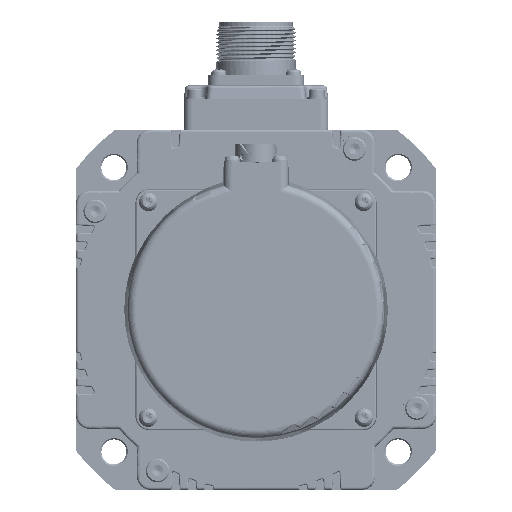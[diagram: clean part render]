
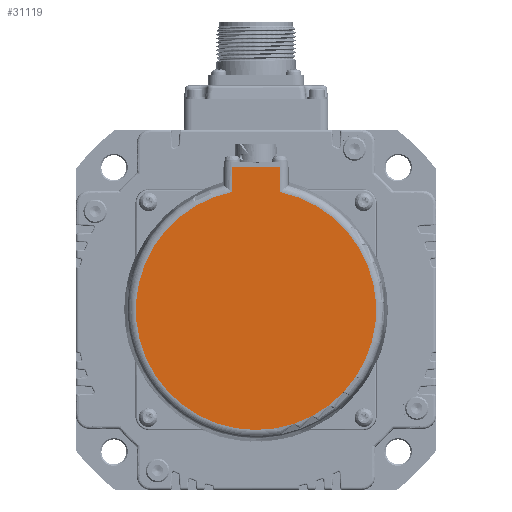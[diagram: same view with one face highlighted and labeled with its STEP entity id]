
A CAD part, front view. The second image highlights one B-rep face of the part: STEP entity #31119.
In plain terms, the highlighted planar face has unit normal (0, -1, 0).
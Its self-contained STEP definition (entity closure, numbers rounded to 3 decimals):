
#23570=CARTESIAN_POINT('',(8.67,-67.9,-22.53));
#23571=VERTEX_POINT('',#23570);
#23572=CARTESIAN_POINT('',(-8.67,-67.9,-22.53));
#23573=VERTEX_POINT('',#23572);
#23574=CARTESIAN_POINT('',(8.67,-67.9,-22.53));
#23575=CARTESIAN_POINT('',(10.231,-67.9,-22.849));
#23576=CARTESIAN_POINT('',(11.777,-67.9,-23.239));
#23577=CARTESIAN_POINT('',(13.304,-67.9,-23.7));
#23578=CARTESIAN_POINT('',(16.312,-67.9,-24.762));
#23579=CARTESIAN_POINT('',(19.21,-67.9,-26.094));
#23580=CARTESIAN_POINT('',(20.627,-67.9,-26.827));
#23581=CARTESIAN_POINT('',(23.39,-67.9,-28.42));
#23582=CARTESIAN_POINT('',(25.996,-67.9,-30.26));
#23583=CARTESIAN_POINT('',(27.255,-67.9,-31.239));
#23584=CARTESIAN_POINT('',(29.681,-67.9,-33.31));
#23585=CARTESIAN_POINT('',(31.906,-67.9,-35.595));
#23586=CARTESIAN_POINT('',(32.966,-67.9,-36.788));
#23587=CARTESIAN_POINT('',(34.972,-67.9,-39.267));
#23588=CARTESIAN_POINT('',(36.742,-67.9,-41.92));
#23589=CARTESIAN_POINT('',(37.566,-67.9,-43.286));
#23590=CARTESIAN_POINT('',(39.085,-67.9,-46.091));
#23591=CARTESIAN_POINT('',(40.341,-67.9,-49.023));
#23592=CARTESIAN_POINT('',(40.901,-67.9,-50.516));
#23593=CARTESIAN_POINT('',(41.882,-67.9,-53.551));
#23594=CARTESIAN_POINT('',(42.581,-67.9,-56.663));
#23595=CARTESIAN_POINT('',(42.859,-67.9,-58.234));
#23596=CARTESIAN_POINT('',(43.269,-67.9,-61.397));
#23597=CARTESIAN_POINT('',(43.388,-67.9,-64.585));
#23598=CARTESIAN_POINT('',(43.374,-67.9,-66.18));
#23599=CARTESIAN_POINT('',(43.199,-67.9,-69.364));
#23600=CARTESIAN_POINT('',(42.733,-67.9,-72.52));
#23601=CARTESIAN_POINT('',(42.428,-67.9,-74.086));
#23602=CARTESIAN_POINT('',(41.674,-67.9,-77.185));
#23603=CARTESIAN_POINT('',(40.64,-67.9,-80.202));
#23604=CARTESIAN_POINT('',(40.053,-67.9,-81.686));
#23605=CARTESIAN_POINT('',(38.746,-67.9,-84.595));
#23606=CARTESIAN_POINT('',(37.177,-67.9,-87.372));
#23607=CARTESIAN_POINT('',(36.33,-67.9,-88.724));
#23608=CARTESIAN_POINT('',(34.513,-67.9,-91.345));
#23609=CARTESIAN_POINT('',(32.463,-67.9,-93.789));
#23610=CARTESIAN_POINT('',(31.383,-67.9,-94.963));
#23611=CARTESIAN_POINT('',(29.118,-67.9,-97.208));
#23612=CARTESIAN_POINT('',(26.656,-67.9,-99.236));
#23613=CARTESIAN_POINT('',(25.38,-67.9,-100.193));
#23614=CARTESIAN_POINT('',(22.742,-67.9,-101.986));
#23615=CARTESIAN_POINT('',(19.951,-67.9,-103.531));
#23616=CARTESIAN_POINT('',(18.522,-67.9,-104.238));
#23617=CARTESIAN_POINT('',(15.601,-67.9,-105.519));
#23618=CARTESIAN_POINT('',(12.575,-67.9,-106.528));
#23619=CARTESIAN_POINT('',(11.04,-67.9,-106.962));
#23620=CARTESIAN_POINT('',(7.934,-67.9,-107.688));
#23621=CARTESIAN_POINT('',(4.775,-67.9,-108.126));
#23622=CARTESIAN_POINT('',(3.186,-67.9,-108.273));
#23623=CARTESIAN_POINT('',(0.,-67.9,-108.419));
#23624=CARTESIAN_POINT('',(-3.186,-67.9,-108.273));
#23625=CARTESIAN_POINT('',(-4.775,-67.9,-108.126));
#23626=CARTESIAN_POINT('',(-7.934,-67.9,-107.688));
#23627=CARTESIAN_POINT('',(-11.04,-67.9,-106.962));
#23628=CARTESIAN_POINT('',(-12.575,-67.9,-106.528));
#23629=CARTESIAN_POINT('',(-15.601,-67.9,-105.519));
#23630=CARTESIAN_POINT('',(-18.522,-67.9,-104.238));
#23631=CARTESIAN_POINT('',(-19.951,-67.9,-103.531));
#23632=CARTESIAN_POINT('',(-22.742,-67.9,-101.986));
#23633=CARTESIAN_POINT('',(-25.38,-67.9,-100.193));
#23634=CARTESIAN_POINT('',(-26.656,-67.9,-99.236));
#23635=CARTESIAN_POINT('',(-29.118,-67.9,-97.208));
#23636=CARTESIAN_POINT('',(-31.383,-67.9,-94.963));
#23637=CARTESIAN_POINT('',(-32.463,-67.9,-93.789));
#23638=CARTESIAN_POINT('',(-34.513,-67.9,-91.345));
#23639=CARTESIAN_POINT('',(-36.33,-67.9,-88.724));
#23640=CARTESIAN_POINT('',(-37.177,-67.9,-87.372));
#23641=CARTESIAN_POINT('',(-38.746,-67.9,-84.595));
#23642=CARTESIAN_POINT('',(-40.053,-67.9,-81.686));
#23643=CARTESIAN_POINT('',(-40.64,-67.9,-80.202));
#23644=CARTESIAN_POINT('',(-41.674,-67.9,-77.185));
#23645=CARTESIAN_POINT('',(-42.428,-67.9,-74.086));
#23646=CARTESIAN_POINT('',(-42.733,-67.9,-72.52));
#23647=CARTESIAN_POINT('',(-43.199,-67.9,-69.364));
#23648=CARTESIAN_POINT('',(-43.374,-67.9,-66.18));
#23649=CARTESIAN_POINT('',(-43.388,-67.9,-64.585));
#23650=CARTESIAN_POINT('',(-43.269,-67.9,-61.397));
#23651=CARTESIAN_POINT('',(-42.859,-67.9,-58.234));
#23652=CARTESIAN_POINT('',(-42.581,-67.9,-56.663));
#23653=CARTESIAN_POINT('',(-41.882,-67.9,-53.551));
#23654=CARTESIAN_POINT('',(-40.901,-67.9,-50.516));
#23655=CARTESIAN_POINT('',(-40.341,-67.9,-49.023));
#23656=CARTESIAN_POINT('',(-39.085,-67.9,-46.091));
#23657=CARTESIAN_POINT('',(-37.566,-67.9,-43.286));
#23658=CARTESIAN_POINT('',(-36.742,-67.9,-41.92));
#23659=CARTESIAN_POINT('',(-34.972,-67.9,-39.267));
#23660=CARTESIAN_POINT('',(-32.966,-67.9,-36.788));
#23661=CARTESIAN_POINT('',(-31.906,-67.9,-35.595));
#23662=CARTESIAN_POINT('',(-29.681,-67.9,-33.31));
#23663=CARTESIAN_POINT('',(-27.255,-67.9,-31.239));
#23664=CARTESIAN_POINT('',(-25.996,-67.9,-30.26));
#23665=CARTESIAN_POINT('',(-23.39,-67.9,-28.42));
#23666=CARTESIAN_POINT('',(-20.627,-67.9,-26.827));
#23667=CARTESIAN_POINT('',(-19.21,-67.9,-26.094));
#23668=CARTESIAN_POINT('',(-16.312,-67.9,-24.762));
#23669=CARTESIAN_POINT('',(-13.304,-67.9,-23.7));
#23670=CARTESIAN_POINT('',(-11.777,-67.9,-23.239));
#23671=CARTESIAN_POINT('',(-10.231,-67.9,-22.849));
#23672=CARTESIAN_POINT('',(-8.67,-67.9,-22.53));
#23673=B_SPLINE_CURVE_WITH_KNOTS('',5,(#23574,#23575,#23576,#23577,#23578,#23579,#23580,#23581,#23582,#23583,#23584,#23585,#23586,#23587,#23588,#23589,#23590,#23591,#23592,#23593,#23594,#23595,#23596,#23597,#23598,#23599,#23600,#23601,#23602,#23603,#23604,#23605,#23606,#23607,#23608,#23609,#23610,#23611,#23612,#23613,#23614,#23615,#23616,#23617,#23618,#23619,#23620,#23621,#23622,#23623,#23624,#23625,#23626,#23627,#23628,#23629,#23630,#23631,#23632,#23633,#23634,#23635,#23636,#23637,#23638,#23639,#23640,#23641,#23642,#23643,#23644,#23645,#23646,#23647,#23648,#23649,#23650,#23651,#23652,#23653,#23654,#23655,#23656,#23657,#23658,#23659,#23660,#23661,#23662,#23663,#23664,#23665,#23666,#23667,#23668,#23669,#23670,#23671,#23672),.UNSPECIFIED.,.F.,.U.,(6,3,3,3,3,3,3,3,3,3,3,3,3,3,3,3,3,3,3,3,3,3,3,3,3,3,3,3,3,3,3,3,6),(0.,0.184,0.368,0.551,0.735,0.919,1.103,1.286,1.47,1.654,1.838,2.021,2.205,2.389,2.573,2.756,2.94,3.124,3.308,3.492,3.675,3.859,4.043,4.227,4.41,4.594,4.778,4.962,5.145,5.329,5.513,5.697,5.88),.UNSPECIFIED.);
#23674=EDGE_CURVE('',#23571,#23573,#23673,.T.);
#23816=CARTESIAN_POINT('',(-8.67,-67.9,-13.5));
#23817=VERTEX_POINT('',#23816);
#23818=CARTESIAN_POINT('',(-8.67,-67.9,-22.53));
#23819=CARTESIAN_POINT('',(-8.67,-67.9,-20.724));
#23820=CARTESIAN_POINT('',(-8.67,-67.9,-18.918));
#23821=CARTESIAN_POINT('',(-8.67,-67.9,-17.112));
#23822=CARTESIAN_POINT('',(-8.67,-67.9,-15.306));
#23823=CARTESIAN_POINT('',(-8.67,-67.9,-13.5));
#23824=B_SPLINE_CURVE_WITH_KNOTS('',5,(#23818,#23819,#23820,#23821,#23822,#23823),.UNSPECIFIED.,.F.,.U.,(6,6),(0.,0.009),.UNSPECIFIED.);
#23825=EDGE_CURVE('',#23573,#23817,#23824,.T.);
#28943=CARTESIAN_POINT('',(8.67,-67.9,-13.5));
#28944=VERTEX_POINT('',#28943);
#28963=CARTESIAN_POINT('',(8.67,-67.9,-13.5));
#28964=CARTESIAN_POINT('',(8.67,-67.9,-15.306));
#28965=CARTESIAN_POINT('',(8.67,-67.9,-17.112));
#28966=CARTESIAN_POINT('',(8.67,-67.9,-18.918));
#28967=CARTESIAN_POINT('',(8.67,-67.9,-20.724));
#28968=CARTESIAN_POINT('',(8.67,-67.9,-22.53));
#28969=B_SPLINE_CURVE_WITH_KNOTS('',5,(#28963,#28964,#28965,#28966,#28967,#28968),.UNSPECIFIED.,.F.,.U.,(6,6),(0.,0.009),.UNSPECIFIED.);
#28970=EDGE_CURVE('',#28944,#23571,#28969,.T.);
#31100=CARTESIAN_POINT('',(0.,-67.9,-60.923));
#31101=DIRECTION('',(0.,0.,-1.));
#31102=DIRECTION('',(0.,-1.,0.));
#31103=AXIS2_PLACEMENT_3D('',#31100,#31102,#31101);
#31104=PLANE('',#31103);
#31105=CARTESIAN_POINT('',(8.67,-67.9,-13.5));
#31106=CARTESIAN_POINT('',(5.202,-67.9,-13.5));
#31107=CARTESIAN_POINT('',(1.734,-67.9,-13.5));
#31108=CARTESIAN_POINT('',(-1.734,-67.9,-13.5));
#31109=CARTESIAN_POINT('',(-5.202,-67.9,-13.5));
#31110=CARTESIAN_POINT('',(-8.67,-67.9,-13.5));
#31111=B_SPLINE_CURVE_WITH_KNOTS('',5,(#31105,#31106,#31107,#31108,#31109,#31110),.UNSPECIFIED.,.F.,.U.,(6,6),(0.,0.017),.UNSPECIFIED.);
#31112=EDGE_CURVE('',#28944,#23817,#31111,.T.);
#31113=ORIENTED_EDGE('',*,*,#31112,.T.);
#31114=ORIENTED_EDGE('',*,*,#23825,.F.);
#31115=ORIENTED_EDGE('',*,*,#23674,.F.);
#31116=ORIENTED_EDGE('',*,*,#28970,.F.);
#31117=EDGE_LOOP('',(#31113,#31114,#31115,#31116));
#31118=FACE_OUTER_BOUND('',#31117,.T.);
#31119=ADVANCED_FACE('',(#31118),#31104,.T.);
